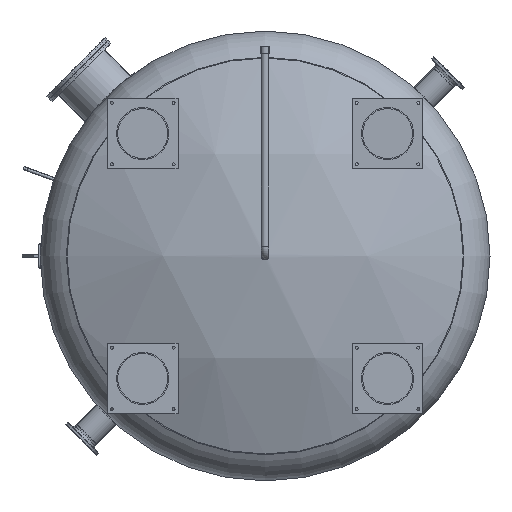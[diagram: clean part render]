
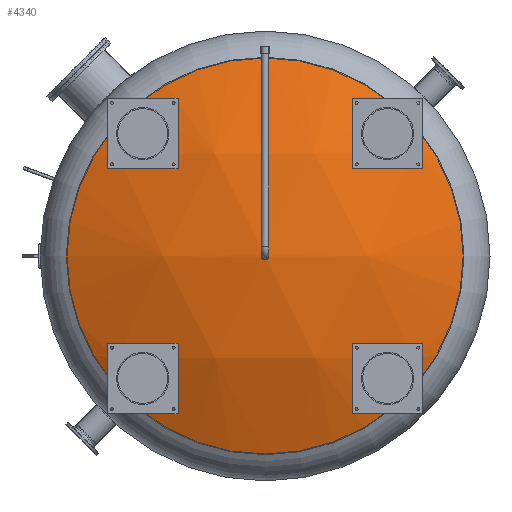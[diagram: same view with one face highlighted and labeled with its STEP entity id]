
A CAD part, front view. The second image highlights one B-rep face of the part: STEP entity #4340.
In plain terms, the highlighted spherical face has radius 3513 mm.
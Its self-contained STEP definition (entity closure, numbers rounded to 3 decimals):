
#396=FACE_BOUND('',#843,.T.);
#577=SPHERICAL_SURFACE('',#5097,3513.);
#604=FACE_OUTER_BOUND('',#842,.T.);
#842=EDGE_LOOP('',(#3017,#3018));
#843=EDGE_LOOP('',(#3019));
#1714=CIRCLE('',#5088,30.15);
#1716=CIRCLE('',#5091,1546.835);
#1717=CIRCLE('',#5092,1546.835);
#2001=VERTEX_POINT('',#7105);
#2003=VERTEX_POINT('',#7111);
#2004=VERTEX_POINT('',#7112);
#2407=EDGE_CURVE('',#2001,#2001,#1714,.T.);
#2410=EDGE_CURVE('',#2003,#2004,#1716,.T.);
#2411=EDGE_CURVE('',#2004,#2003,#1717,.T.);
#3017=ORIENTED_EDGE('',*,*,#2410,.T.);
#3018=ORIENTED_EDGE('',*,*,#2411,.T.);
#3019=ORIENTED_EDGE('',*,*,#2407,.T.);
#4340=ADVANCED_FACE('',(#604,#396),#577,.T.);
#5088=AXIS2_PLACEMENT_3D('',#7106,#5712,#5713);
#5091=AXIS2_PLACEMENT_3D('',#7113,#5719,#5720);
#5092=AXIS2_PLACEMENT_3D('',#7114,#5721,#5722);
#5097=AXIS2_PLACEMENT_3D('',#7122,#5731,#5732);
#5712=DIRECTION('center_axis',(0.,-1.,0.));
#5713=DIRECTION('ref_axis',(1.,0.,0.));
#5719=DIRECTION('center_axis',(0.,1.,0.));
#5720=DIRECTION('ref_axis',(-1.,0.,0.));
#5721=DIRECTION('center_axis',(0.,1.,0.));
#5722=DIRECTION('ref_axis',(-1.,0.,0.));
#5731=DIRECTION('center_axis',(0.,0.,1.));
#5732=DIRECTION('ref_axis',(1.,0.,0.));
#7105=CARTESIAN_POINT('',(-30.15,736.206,0.));
#7106=CARTESIAN_POINT('Origin',(0.,736.206,0.));
#7111=CARTESIAN_POINT('',(-1546.835,377.454,0.));
#7112=CARTESIAN_POINT('',(0.,377.454,-1546.835));
#7113=CARTESIAN_POINT('Origin',(0.,377.454,
0.));
#7114=CARTESIAN_POINT('Origin',(0.,377.454,
0.));
#7122=CARTESIAN_POINT('Origin',(0.,-2776.665,0.));
